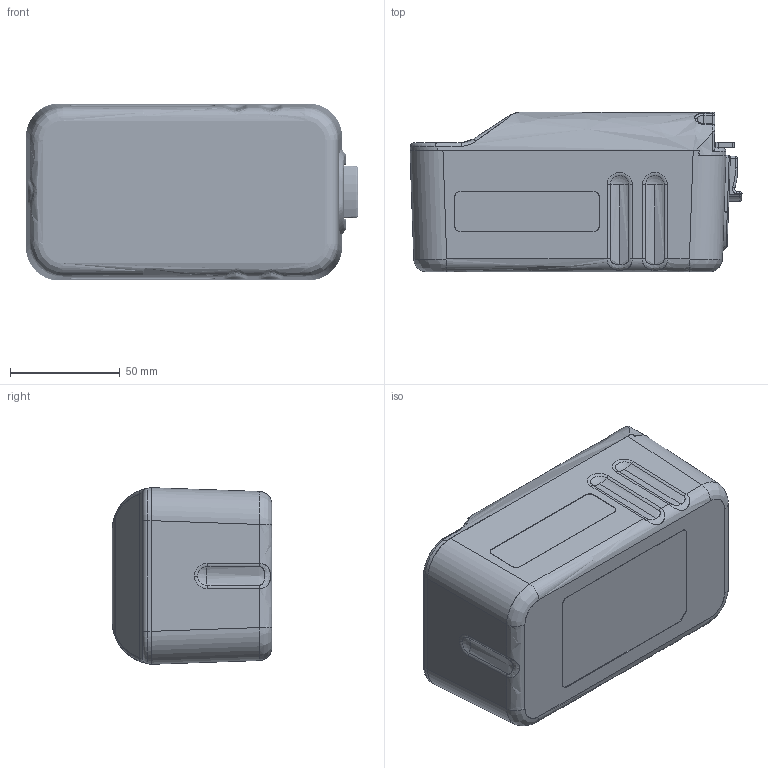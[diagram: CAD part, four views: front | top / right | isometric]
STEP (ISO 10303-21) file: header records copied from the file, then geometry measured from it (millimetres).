
FILE_DESCRIPTION((''),'2;1');
FILE_NAME('44V-Akku_abgeleitet.stp','2015-03-12T11:07:56',('k62ak'),(''),'Autodesk Inventor 2013','Autodesk Inventor 2013','');
FILE_SCHEMA(('AUTOMOTIVE_DESIGN { 1 0 10303 214 1 1 1 1 }'));
Length unit declared in the file: millimetre
Products named in the file (1): 44V-Akku_abgeleitet
Bounding box: 151.06 x 72.7 x 80.34 mm (x, y, z)
Surface area: 132597.1 mm2 (no closed solid volume)
Topology: 0 solids, 4125 shells, 4125 faces, 21176 edges, 21135 vertices
Faces by surface type: bspline 2209, plane 1606, torus 167, sphere 123, cylinder 17, cone 3
Entity records: 373838 total; most frequent: CARTESIAN_POINT 211580, DIRECTION 22823, VERTEX_POINT 21135, EDGE_CURVE 21135, ORIENTED_EDGE 21135, VECTOR 11557, LINE 11557, B_SPLINE_CURVE_WITH_KNOTS 5772
